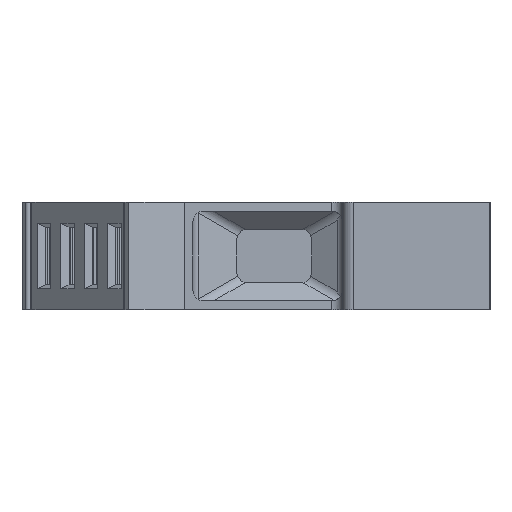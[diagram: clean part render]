
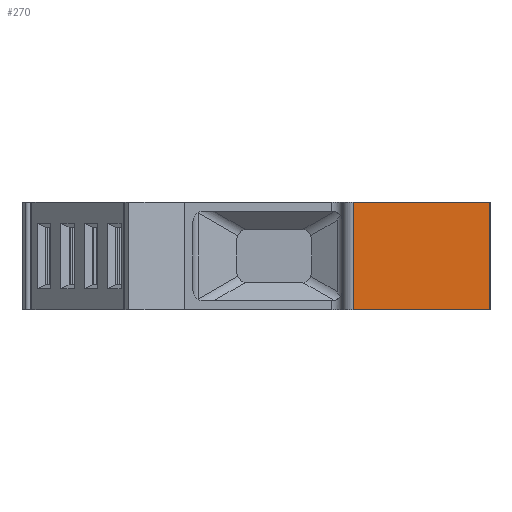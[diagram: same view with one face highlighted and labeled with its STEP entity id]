
A CAD part, left-side view. The second image highlights one B-rep face of the part: STEP entity #270.
In plain terms, the highlighted planar face has unit normal (-1, 0, 0).
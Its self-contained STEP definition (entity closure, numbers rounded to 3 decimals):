
#270=ADVANCED_FACE('',(#716),#529,.F.);
#529=PLANE('',#5043);
#716=FACE_OUTER_BOUND('',#971,.T.);
#971=EDGE_LOOP('',(#1495,#1496,#1497,#1498));
#1495=ORIENTED_EDGE('',*,*,#3351,.F.);
#1496=ORIENTED_EDGE('',*,*,#3352,.T.);
#1497=ORIENTED_EDGE('',*,*,#3353,.T.);
#1498=ORIENTED_EDGE('',*,*,#3326,.F.);
#2862=VERTEX_POINT('',#7024);
#2863=VERTEX_POINT('',#7026);
#2886=VERTEX_POINT('',#7075);
#2887=VERTEX_POINT('',#7077);
#3326=EDGE_CURVE('',#2862,#2863,#3992,.T.);
#3351=EDGE_CURVE('',#2886,#2862,#4009,.T.);
#3352=EDGE_CURVE('',#2886,#2887,#4010,.T.);
#3353=EDGE_CURVE('',#2887,#2863,#4011,.T.);
#3992=LINE('',#7025,#4537);
#4009=LINE('',#7074,#4554);
#4010=LINE('',#7076,#4555);
#4011=LINE('',#7078,#4556);
#4537=VECTOR('',#5596,1.);
#4554=VECTOR('',#5631,1.);
#4555=VECTOR('',#5632,1.);
#4556=VECTOR('',#5633,1.);
#5043=AXIS2_PLACEMENT_3D('',#7079,#5634,#5635);
#5596=DIRECTION('',(0.,-1.,0.));
#5631=DIRECTION('',(0.,0.,1.));
#5632=DIRECTION('',(0.,-1.,0.));
#5633=DIRECTION('',(0.,0.,1.));
#5634=DIRECTION('',(1.,0.,0.));
#5635=DIRECTION('',(0.,0.,1.));
#7024=CARTESIAN_POINT('',(-28.,-31.,10.1));
#7025=CARTESIAN_POINT('',(-28.,-30.,10.1));
#7026=CARTESIAN_POINT('',(-28.,-43.8,10.1));
#7074=CARTESIAN_POINT('',(-28.,-31.,5.05));
#7075=CARTESIAN_POINT('',(-28.,-31.,0.));
#7076=CARTESIAN_POINT('',(-28.,-30.,0.));
#7077=CARTESIAN_POINT('',(-28.,-43.8,0.));
#7078=CARTESIAN_POINT('',(-28.,-43.8,5.05));
#7079=CARTESIAN_POINT('',(-28.,-30.,5.05));
